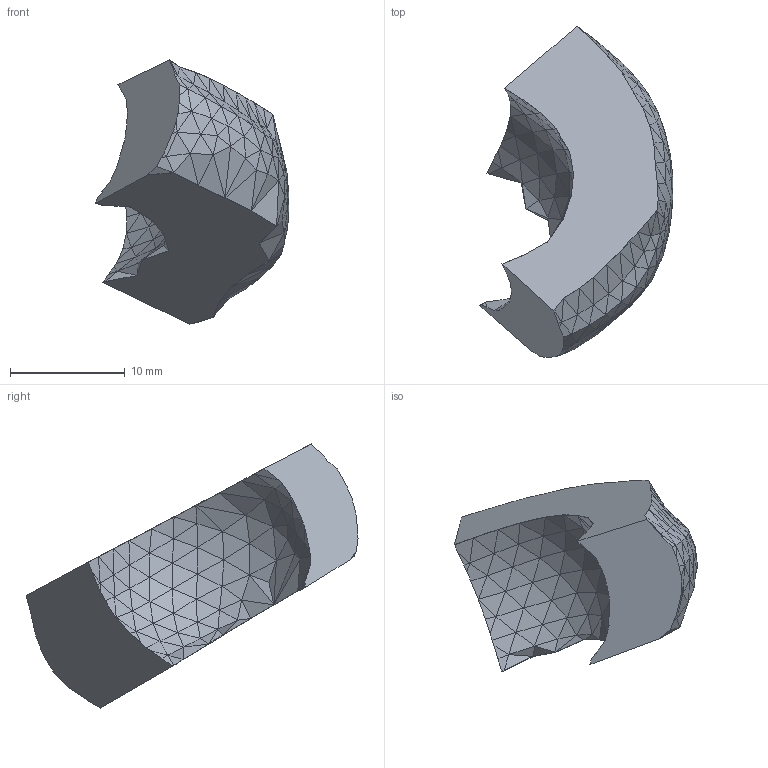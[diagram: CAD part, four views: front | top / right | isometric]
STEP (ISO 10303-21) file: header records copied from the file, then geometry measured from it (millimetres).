
FILE_DESCRIPTION(/* description */ (''),/* implementation_level */ '2;1');
FILE_NAME(/* name */ 'IVD5_Z4.step',/* time_stamp */ '2024-06-22T11:47:29-04:00',/* author */ (''),/* organization */ (''),/* preprocessor_version */ 'ST-DEVELOPER v20',/* originating_system */ 'Autodesk Translation Framework v13.14.0.145',/* authorisation */ '');
FILE_SCHEMA (('AUTOMOTIVE_DESIGN { 1 0 10303 214 3 1 1 }'));
Length unit declared in the file: millimetre
Products named in the file (1): IVD5_Z4
Bounding box: 16.86 x 28.89 x 22.98 mm (x, y, z)
Volume: 2536.4 mm3; surface area: 1285.6 mm2
Topology: 1 solids, 1 shells, 477 faces, 908 edges, 433 vertices
Faces by surface type: plane 477
Entity records: 11079 total; most frequent: DIRECTION 1864, CARTESIAN_POINT 1819, ORIENTED_EDGE 1816, LINE 908, VECTOR 908, EDGE_CURVE 908, AXIS2_PLACEMENT_3D 478, FACE_OUTER_BOUND 477
